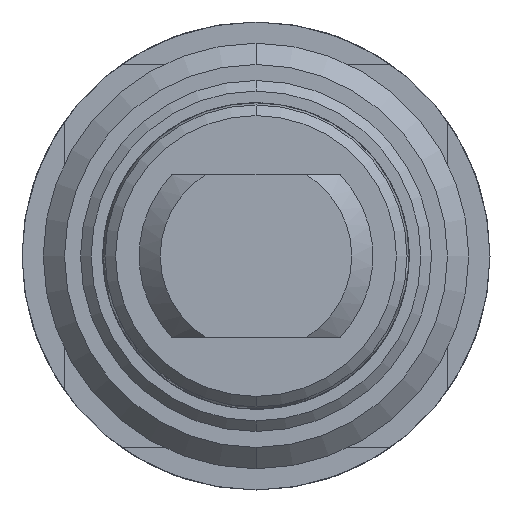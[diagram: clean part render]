
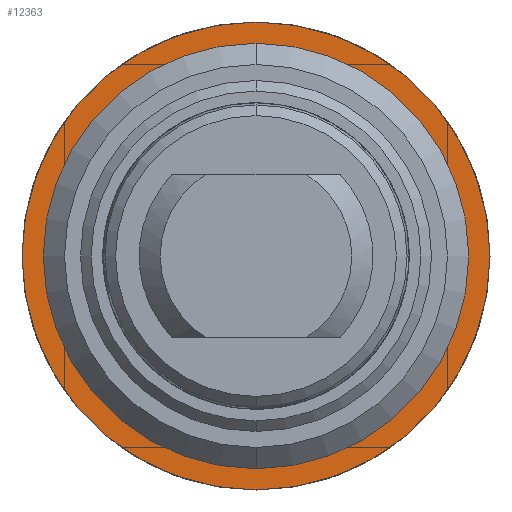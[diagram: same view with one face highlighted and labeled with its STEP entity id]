
A CAD part, front view. The second image highlights one B-rep face of the part: STEP entity #12363.
In plain terms, the highlighted planar face has unit normal (0, -1, 0).
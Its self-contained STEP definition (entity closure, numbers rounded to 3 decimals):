
#8 = CARTESIAN_POINT ( 'NONE',  ( 0., 0., -0.9 ) ) ;
#61 = CARTESIAN_POINT ( 'NONE',  ( 0., 0., -1.1 ) ) ;
#87 = ORIENTED_EDGE ( 'NONE', *, *, #17622, .F. ) ;
#127 = EDGE_CURVE ( 'Defeature ausgef�hrt2_36+Defeature ausgef�hrt2_37+Defeature ausgef�hrt2_37+Defeature ausgef�hrt2_37', #2779, #14837, #13262, .T. ) ;
#1177 = DIRECTION ( 'NONE',  ( 0., -1., 0. ) ) ;
#1945 = EDGE_CURVE ( 'Defeature ausgef�hrt2_27+Defeature ausgef�hrt2_36+Defeature ausgef�hrt2_36+Defeature ausgef�hrt2_36', #7983, #16858, #17052, .T. ) ;
#2111 = DIRECTION ( 'NONE',  ( 0., -1., 0. ) ) ;
#2210 = CARTESIAN_POINT ( 'NONE',  ( 0., 0., 0. ) ) ;
#2779 = VERTEX_POINT ( 'NONE', #61 ) ;
#4377 = CARTESIAN_POINT ( 'NONE',  ( 0., 0., 0. ) ) ;
#4828 = FACE_BOUND ( 'NONE', #11292, .T. ) ;
#4979 = DIRECTION ( 'NONE',  ( 0., 0., -1. ) ) ;
#5433 = PLANE ( 'NONE',  #7420 ) ;
#5933 = DIRECTION ( 'NONE',  ( 0., 0., -1. ) ) ;
#6747 = ORIENTED_EDGE ( 'NONE', *, *, #1945, .F. ) ;
#7264 = CARTESIAN_POINT ( 'NONE',  ( 0., 0., 1.1 ) ) ;
#7420 = AXIS2_PLACEMENT_3D ( 'NONE', #9744, #1177, #15471 ) ;
#7873 = DIRECTION ( 'NONE',  ( 0., 0., -1. ) ) ;
#7983 = VERTEX_POINT ( 'NONE', #8 ) ;
#8613 = FACE_OUTER_BOUND ( 'NONE', #13075, .T. ) ;
#8638 = AXIS2_PLACEMENT_3D ( 'NONE', #12334, #14037, #15337 ) ;
#9130 = AXIS2_PLACEMENT_3D ( 'NONE', #2210, #10704, #7873 ) ;
#9214 = CARTESIAN_POINT ( 'NONE',  ( 0., 0., 0. ) ) ;
#9556 = CARTESIAN_POINT ( 'NONE',  ( 0., 0., 0.9 ) ) ;
#9744 = CARTESIAN_POINT ( 'NONE',  ( 1.1, 0., 0. ) ) ;
#10119 = DIRECTION ( 'NONE',  ( 0., -1., 0. ) ) ;
#10704 = DIRECTION ( 'NONE',  ( 0., -1., 0. ) ) ;
#11092 = AXIS2_PLACEMENT_3D ( 'NONE', #9214, #2111, #4979 ) ;
#11285 = CIRCLE ( 'NONE', #8638, 1.1 ) ;
#11292 = EDGE_LOOP ( 'NONE', ( #6747, #87 ) ) ;
#11785 = CIRCLE ( 'NONE', #9130, 0.9 ) ;
#12334 = CARTESIAN_POINT ( 'NONE',  ( 0., 0., 0. ) ) ;
#12363 = ADVANCED_FACE ( 'Defeature ausgef�hrt2_36', ( #8613, #4828 ), #5433, .T. ) ;
#13075 = EDGE_LOOP ( 'NONE', ( #16843, #15815 ) ) ;
#13262 = CIRCLE ( 'NONE', #11092, 1.1 ) ;
#13903 = EDGE_CURVE ( 'Defeature ausgef�hrt2_36+Defeature ausgef�hrt2_37+Defeature ausgef�hrt2_37+Defeature ausgef�hrt2_37', #14837, #2779, #11285, .T. ) ;
#14037 = DIRECTION ( 'NONE',  ( 0., -1., 0. ) ) ;
#14837 = VERTEX_POINT ( 'NONE', #7264 ) ;
#15337 = DIRECTION ( 'NONE',  ( 0., 0., -1. ) ) ;
#15471 = DIRECTION ( 'NONE',  ( 0., 0., -1. ) ) ;
#15815 = ORIENTED_EDGE ( 'NONE', *, *, #13903, .T. ) ;
#16573 = AXIS2_PLACEMENT_3D ( 'NONE', #4377, #10119, #5933 ) ;
#16843 = ORIENTED_EDGE ( 'NONE', *, *, #127, .T. ) ;
#16858 = VERTEX_POINT ( 'NONE', #9556 ) ;
#17052 = CIRCLE ( 'NONE', #16573, 0.9 ) ;
#17622 = EDGE_CURVE ( 'Defeature ausgef�hrt2_27+Defeature ausgef�hrt2_36+Defeature ausgef�hrt2_36+Defeature ausgef�hrt2_36', #16858, #7983, #11785, .T. ) ;
